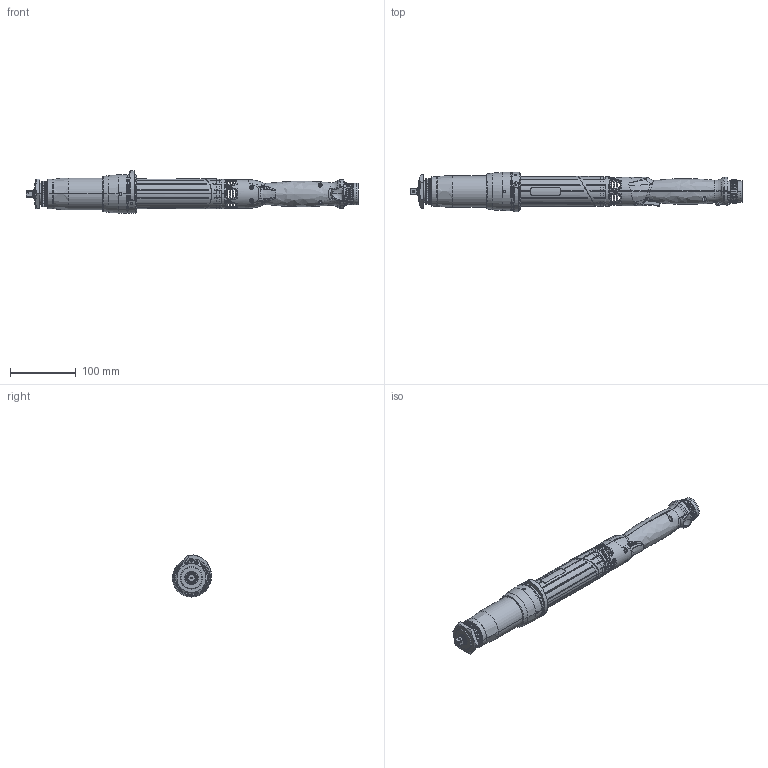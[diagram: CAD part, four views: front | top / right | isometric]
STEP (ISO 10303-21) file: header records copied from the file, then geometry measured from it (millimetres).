
FILE_DESCRIPTION((''),'2;1');
FILE_NAME('6151656160_EID44-1200','2014-08-25T',('greextsd'),(''),'PRO/ENGINEER BY PARAMETRIC TECHNOLOGY CORPORATION, 2013410','PRO/ENGINEER BY PARAMETRIC TECHNOLOGY CORPORATION, 2013410','');
FILE_SCHEMA(('CONFIG_CONTROL_DESIGN'));
Products named in the file (1): 6151656160_EID44-1200
Bounding box: 505.6 x 59.6 x 63.98 mm (x, y, z)
Volume: 217191.7 mm3; surface area: 172134.7 mm2
Topology: 7 solids, 7 shells, 2010 faces, 5552 edges, 3577 vertices
Faces by surface type: cylinder 634, plane 552, cone 365, bspline 282, torus 93, extrusion 81, sphere 3
Entity records: 111770 total; most frequent: CARTESIAN_POINT 64336, ORIENTED_EDGE 11082, DIRECTION 8289, EDGE_CURVE 5541, VERTEX_POINT 3576, AXIS2_PLACEMENT_3D 3172, B_SPLINE_CURVE_WITH_KNOTS 2233, EDGE_LOOP 2137
